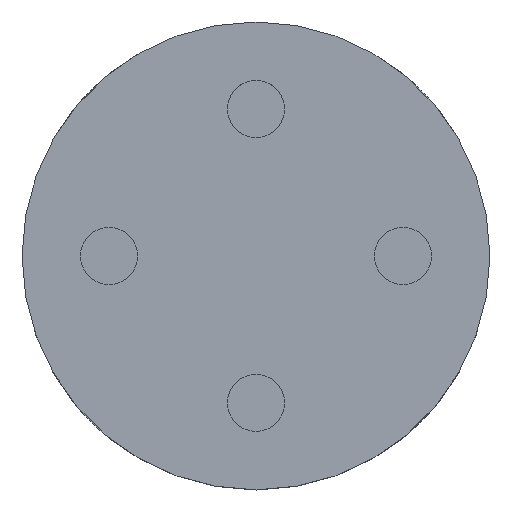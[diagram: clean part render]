
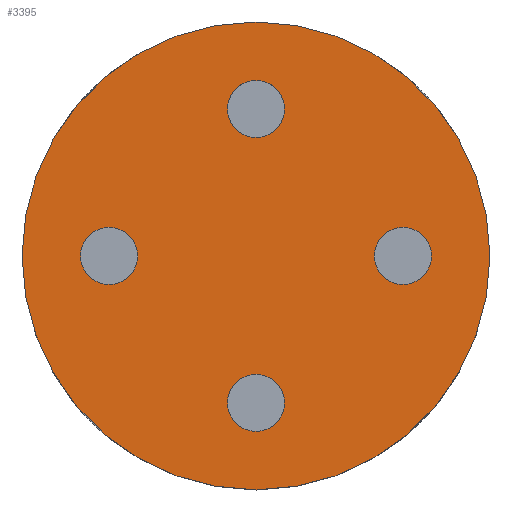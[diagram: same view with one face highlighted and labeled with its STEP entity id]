
A CAD part, top view. The second image highlights one B-rep face of the part: STEP entity #3395.
In plain terms, the highlighted planar face has unit normal (0, 0, 1).
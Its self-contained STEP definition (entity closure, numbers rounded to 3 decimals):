
#74=FACE_BOUND('',#717,.T.);
#75=FACE_BOUND('',#718,.T.);
#76=FACE_BOUND('',#719,.T.);
#77=FACE_BOUND('',#720,.T.);
#117=PLANE('',#3979);
#498=FACE_OUTER_BOUND('',#716,.T.);
#716=EDGE_LOOP('',(#3061));
#717=EDGE_LOOP('',(#3062));
#718=EDGE_LOOP('',(#3063));
#719=EDGE_LOOP('',(#3064));
#720=EDGE_LOOP('',(#3065));
#1304=CIRCLE('',#3968,2.5);
#1305=CIRCLE('',#3970,2.5);
#1306=CIRCLE('',#3972,2.5);
#1308=CIRCLE('',#3975,2.5);
#1309=CIRCLE('',#3977,20.5);
#1636=VERTEX_POINT('',#6870);
#1637=VERTEX_POINT('',#6874);
#1638=VERTEX_POINT('',#6878);
#1640=VERTEX_POINT('',#6884);
#1641=VERTEX_POINT('',#6888);
#2124=EDGE_CURVE('',#1636,#1636,#1304,.T.);
#2126=EDGE_CURVE('',#1637,#1637,#1305,.T.);
#2128=EDGE_CURVE('',#1638,#1638,#1306,.T.);
#2131=EDGE_CURVE('',#1640,#1640,#1308,.T.);
#2133=EDGE_CURVE('',#1641,#1641,#1309,.T.);
#3061=ORIENTED_EDGE('',*,*,#2133,.T.);
#3062=ORIENTED_EDGE('',*,*,#2131,.T.);
#3063=ORIENTED_EDGE('',*,*,#2128,.T.);
#3064=ORIENTED_EDGE('',*,*,#2126,.T.);
#3065=ORIENTED_EDGE('',*,*,#2124,.T.);
#3395=ADVANCED_FACE('',(#498,#74,#75,#76,#77),#117,.T.);
#3968=AXIS2_PLACEMENT_3D('',#6871,#5116,#5117);
#3970=AXIS2_PLACEMENT_3D('',#6875,#5121,#5122);
#3972=AXIS2_PLACEMENT_3D('',#6879,#5126,#5127);
#3975=AXIS2_PLACEMENT_3D('',#6885,#5133,#5134);
#3977=AXIS2_PLACEMENT_3D('',#6889,#5138,#5139);
#3979=AXIS2_PLACEMENT_3D('',#6893,#5143,#5144);
#5116=DIRECTION('center_axis',(0.,0.,-1.));
#5117=DIRECTION('ref_axis',(1.,0.,0.));
#5121=DIRECTION('center_axis',(0.,0.,-1.));
#5122=DIRECTION('ref_axis',(1.,0.,0.));
#5126=DIRECTION('center_axis',(0.,0.,-1.));
#5127=DIRECTION('ref_axis',(1.,0.,0.));
#5133=DIRECTION('center_axis',(0.,0.,-1.));
#5134=DIRECTION('ref_axis',(1.,0.,0.));
#5138=DIRECTION('center_axis',(0.,0.,1.));
#5139=DIRECTION('ref_axis',(1.,0.,0.));
#5143=DIRECTION('center_axis',(0.,0.,1.));
#5144=DIRECTION('ref_axis',(1.,0.,0.));
#6870=CARTESIAN_POINT('',(10.378,0.,22.));
#6871=CARTESIAN_POINT('Origin',(12.878,0.,22.));
#6874=CARTESIAN_POINT('',(-2.5,12.877,22.));
#6875=CARTESIAN_POINT('Origin',(0.,12.877,22.));
#6878=CARTESIAN_POINT('',(-15.378,0.,22.));
#6879=CARTESIAN_POINT('Origin',(-12.878,0.,
22.));
#6884=CARTESIAN_POINT('',(-2.5,-12.877,22.));
#6885=CARTESIAN_POINT('Origin',(0.,-12.877,22.));
#6888=CARTESIAN_POINT('',(-20.5,0.,22.));
#6889=CARTESIAN_POINT('Origin',(0.,0.,22.));
#6893=CARTESIAN_POINT('Origin',(0.,0.,22.));
